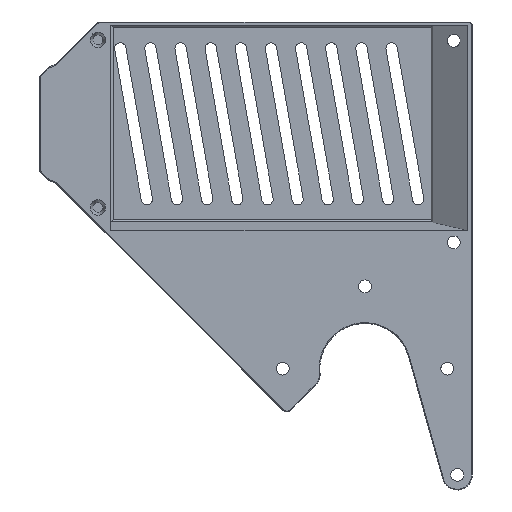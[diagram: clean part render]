
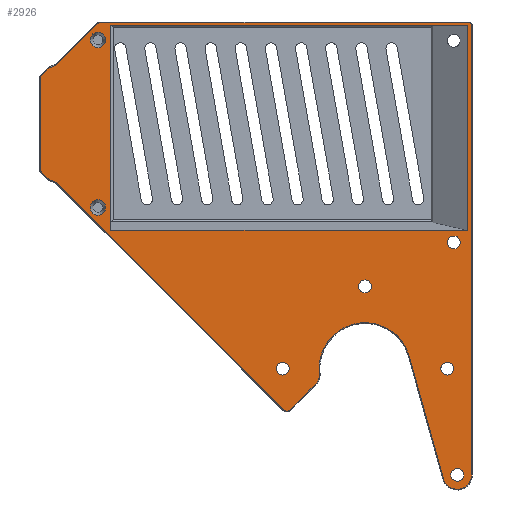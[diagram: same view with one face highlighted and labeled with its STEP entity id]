
A CAD part, front view. The second image highlights one B-rep face of the part: STEP entity #2926.
In plain terms, the highlighted planar face has unit normal (0, -1, 0).
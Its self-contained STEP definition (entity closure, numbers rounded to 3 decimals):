
#96=FACE_BOUND('',#309,.T.);
#97=FACE_BOUND('',#310,.T.);
#98=FACE_BOUND('',#311,.T.);
#99=FACE_BOUND('',#312,.T.);
#100=FACE_BOUND('',#313,.T.);
#101=FACE_BOUND('',#314,.T.);
#102=FACE_BOUND('',#315,.T.);
#103=FACE_BOUND('',#316,.T.);
#131=FACE_OUTER_BOUND('',#308,.T.);
#308=EDGE_LOOP('',(#1957,#1958,#1959,#1960,#1961,#1962,#1963,#1964,#1965,
#1966,#1967,#1968,#1969,#1970,#1971,#1972,#1973));
#309=EDGE_LOOP('',(#1974));
#310=EDGE_LOOP('',(#1975));
#311=EDGE_LOOP('',(#1976));
#312=EDGE_LOOP('',(#1977));
#313=EDGE_LOOP('',(#1978));
#314=EDGE_LOOP('',(#1979));
#315=EDGE_LOOP('',(#1980,#1981,#1982,#1983));
#316=EDGE_LOOP('',(#1984));
#520=CIRCLE('',#3118,1.3);
#521=CIRCLE('',#3119,3.8);
#522=CIRCLE('',#3120,12.2);
#523=CIRCLE('',#3121,3.8);
#524=CIRCLE('',#3122,0.8);
#525=CIRCLE('',#3123,0.8);
#526=CIRCLE('',#3124,1.7);
#527=CIRCLE('',#3125,1.7);
#528=CIRCLE('',#3126,1.7);
#529=CIRCLE('',#3127,1.7);
#530=CIRCLE('',#3128,2.05);
#531=CIRCLE('',#3129,2.05);
#532=CIRCLE('',#3130,1.7);
#637=LINE('',#4329,#949);
#638=LINE('',#4331,#950);
#639=LINE('',#4335,#951);
#640=LINE('',#4341,#952);
#641=LINE('',#4345,#953);
#642=LINE('',#4349,#954);
#643=LINE('',#4353,#955);
#644=LINE('',#4355,#956);
#645=LINE('',#4357,#957);
#646=LINE('',#4359,#958);
#647=LINE('',#4360,#959);
#648=LINE('',#4375,#960);
#649=LINE('',#4377,#961);
#650=LINE('',#4379,#962);
#651=LINE('',#4380,#963);
#949=VECTOR('',#3419,2.033);
#950=VECTOR('',#3420,85.227);
#951=VECTOR('',#3423,9.348);
#952=VECTOR('',#3428,33.745);
#953=VECTOR('',#3431,119.202);
#954=VECTOR('',#3434,97.907);
#955=VECTOR('',#3437,15.496);
#956=VECTOR('',#3438,2.033);
#957=VECTOR('',#3439,3.271);
#958=VECTOR('',#3440,25.034);
#959=VECTOR('',#3441,3.271);
#960=VECTOR('',#3454,54.502);
#961=VECTOR('',#3455,94.5);
#962=VECTOR('',#3456,54.502);
#963=VECTOR('',#3457,94.5);
#1261=VERTEX_POINT('',#4327);
#1262=VERTEX_POINT('',#4328);
#1263=VERTEX_POINT('',#4330);
#1264=VERTEX_POINT('',#4332);
#1265=VERTEX_POINT('',#4334);
#1266=VERTEX_POINT('',#4336);
#1267=VERTEX_POINT('',#4338);
#1268=VERTEX_POINT('',#4340);
#1269=VERTEX_POINT('',#4342);
#1270=VERTEX_POINT('',#4344);
#1271=VERTEX_POINT('',#4346);
#1272=VERTEX_POINT('',#4348);
#1273=VERTEX_POINT('',#4350);
#1274=VERTEX_POINT('',#4352);
#1275=VERTEX_POINT('',#4354);
#1276=VERTEX_POINT('',#4356);
#1277=VERTEX_POINT('',#4358);
#1278=VERTEX_POINT('',#4361);
#1279=VERTEX_POINT('',#4363);
#1280=VERTEX_POINT('',#4365);
#1281=VERTEX_POINT('',#4367);
#1282=VERTEX_POINT('',#4369);
#1283=VERTEX_POINT('',#4371);
#1284=VERTEX_POINT('',#4373);
#1285=VERTEX_POINT('',#4374);
#1286=VERTEX_POINT('',#4376);
#1287=VERTEX_POINT('',#4378);
#1288=VERTEX_POINT('',#4381);
#1523=EDGE_CURVE('',#1261,#1262,#637,.T.);
#1524=EDGE_CURVE('',#1261,#1263,#638,.T.);
#1525=EDGE_CURVE('',#1263,#1264,#520,.T.);
#1526=EDGE_CURVE('',#1264,#1265,#639,.T.);
#1527=EDGE_CURVE('',#1265,#1266,#521,.T.);
#1528=EDGE_CURVE('',#1266,#1267,#522,.T.);
#1529=EDGE_CURVE('',#1267,#1268,#640,.T.);
#1530=EDGE_CURVE('',#1268,#1269,#523,.T.);
#1531=EDGE_CURVE('',#1269,#1270,#641,.T.);
#1532=EDGE_CURVE('',#1270,#1271,#524,.T.);
#1533=EDGE_CURVE('',#1271,#1272,#642,.T.);
#1534=EDGE_CURVE('',#1272,#1273,#525,.T.);
#1535=EDGE_CURVE('',#1273,#1274,#643,.T.);
#1536=EDGE_CURVE('',#1275,#1274,#644,.T.);
#1537=EDGE_CURVE('',#1275,#1276,#645,.T.);
#1538=EDGE_CURVE('',#1276,#1277,#646,.T.);
#1539=EDGE_CURVE('',#1277,#1262,#647,.T.);
#1540=EDGE_CURVE('',#1278,#1278,#526,.T.);
#1541=EDGE_CURVE('',#1279,#1279,#527,.T.);
#1542=EDGE_CURVE('',#1280,#1280,#528,.T.);
#1543=EDGE_CURVE('',#1281,#1281,#529,.T.);
#1544=EDGE_CURVE('',#1282,#1282,#530,.T.);
#1545=EDGE_CURVE('',#1283,#1283,#531,.T.);
#1546=EDGE_CURVE('',#1284,#1285,#648,.T.);
#1547=EDGE_CURVE('',#1285,#1286,#649,.T.);
#1548=EDGE_CURVE('',#1286,#1287,#650,.T.);
#1549=EDGE_CURVE('',#1287,#1284,#651,.T.);
#1550=EDGE_CURVE('',#1288,#1288,#532,.T.);
#1957=ORIENTED_EDGE('',*,*,#1523,.F.);
#1958=ORIENTED_EDGE('',*,*,#1524,.T.);
#1959=ORIENTED_EDGE('',*,*,#1525,.T.);
#1960=ORIENTED_EDGE('',*,*,#1526,.T.);
#1961=ORIENTED_EDGE('',*,*,#1527,.T.);
#1962=ORIENTED_EDGE('',*,*,#1528,.T.);
#1963=ORIENTED_EDGE('',*,*,#1529,.T.);
#1964=ORIENTED_EDGE('',*,*,#1530,.T.);
#1965=ORIENTED_EDGE('',*,*,#1531,.T.);
#1966=ORIENTED_EDGE('',*,*,#1532,.T.);
#1967=ORIENTED_EDGE('',*,*,#1533,.T.);
#1968=ORIENTED_EDGE('',*,*,#1534,.T.);
#1969=ORIENTED_EDGE('',*,*,#1535,.T.);
#1970=ORIENTED_EDGE('',*,*,#1536,.F.);
#1971=ORIENTED_EDGE('',*,*,#1537,.T.);
#1972=ORIENTED_EDGE('',*,*,#1538,.T.);
#1973=ORIENTED_EDGE('',*,*,#1539,.T.);
#1974=ORIENTED_EDGE('',*,*,#1540,.T.);
#1975=ORIENTED_EDGE('',*,*,#1541,.T.);
#1976=ORIENTED_EDGE('',*,*,#1542,.T.);
#1977=ORIENTED_EDGE('',*,*,#1543,.T.);
#1978=ORIENTED_EDGE('',*,*,#1544,.T.);
#1979=ORIENTED_EDGE('',*,*,#1545,.T.);
#1980=ORIENTED_EDGE('',*,*,#1546,.T.);
#1981=ORIENTED_EDGE('',*,*,#1547,.T.);
#1982=ORIENTED_EDGE('',*,*,#1548,.T.);
#1983=ORIENTED_EDGE('',*,*,#1549,.T.);
#1984=ORIENTED_EDGE('',*,*,#1550,.T.);
#2825=PLANE('',#3117);
#2926=ADVANCED_FACE('',(#131,#96,#97,#98,#99,#100,#101,#102,#103),#2825,
 .F.);
#3117=AXIS2_PLACEMENT_3D('',#4326,#3417,#3418);
#3118=AXIS2_PLACEMENT_3D('',#4333,#3421,#3422);
#3119=AXIS2_PLACEMENT_3D('',#4337,#3424,#3425);
#3120=AXIS2_PLACEMENT_3D('',#4339,#3426,#3427);
#3121=AXIS2_PLACEMENT_3D('',#4343,#3429,#3430);
#3122=AXIS2_PLACEMENT_3D('',#4347,#3432,#3433);
#3123=AXIS2_PLACEMENT_3D('',#4351,#3435,#3436);
#3124=AXIS2_PLACEMENT_3D('',#4362,#3442,#3443);
#3125=AXIS2_PLACEMENT_3D('',#4364,#3444,#3445);
#3126=AXIS2_PLACEMENT_3D('',#4366,#3446,#3447);
#3127=AXIS2_PLACEMENT_3D('',#4368,#3448,#3449);
#3128=AXIS2_PLACEMENT_3D('',#4370,#3450,#3451);
#3129=AXIS2_PLACEMENT_3D('',#4372,#3452,#3453);
#3130=AXIS2_PLACEMENT_3D('',#4382,#3458,#3459);
#3417=DIRECTION('center_axis',(0.,1.,0.));
#3418=DIRECTION('ref_axis',(-1.,0.,0.));
#3419=DIRECTION('',(-0.924,0.,0.383));
#3420=DIRECTION('',(0.707,0.,-0.707));
#3421=DIRECTION('center_axis',(0.,-1.,0.));
#3422=DIRECTION('ref_axis',(-0.707,0.,-0.707));
#3423=DIRECTION('',(0.707,0.,0.707));
#3424=DIRECTION('center_axis',(0.,-1.,0.));
#3425=DIRECTION('ref_axis',(0.707,0.,-0.707));
#3426=DIRECTION('center_axis',(0.,1.,0.));
#3427=DIRECTION('ref_axis',(-0.995,0.,-0.098));
#3428=DIRECTION('',(0.269,0.,-0.963));
#3429=DIRECTION('center_axis',(0.,-1.,0.));
#3430=DIRECTION('ref_axis',(-0.963,0.,-0.269));
#3431=DIRECTION('',(0.,0.,1.));
#3432=DIRECTION('center_axis',(0.,-1.,0.));
#3433=DIRECTION('ref_axis',(1.,0.,0.));
#3434=DIRECTION('',(-1.,0.,0.));
#3435=DIRECTION('center_axis',(0.,-1.,0.));
#3436=DIRECTION('ref_axis',(0.,0.,1.));
#3437=DIRECTION('',(-0.707,0.,-0.707));
#3438=DIRECTION('',(0.924,0.,0.383));
#3439=DIRECTION('',(-0.707,0.,-0.707));
#3440=DIRECTION('',(0.,0.,-1.));
#3441=DIRECTION('',(0.707,0.,-0.707));
#3442=DIRECTION('center_axis',(0.,1.,0.));
#3443=DIRECTION('ref_axis',(1.,0.,0.));
#3444=DIRECTION('center_axis',(0.,1.,0.));
#3445=DIRECTION('ref_axis',(-1.,0.,0.));
#3446=DIRECTION('center_axis',(0.,1.,0.));
#3447=DIRECTION('ref_axis',(0.,0.,1.));
#3448=DIRECTION('center_axis',(0.,1.,0.));
#3449=DIRECTION('ref_axis',(0.,0.,1.));
#3450=DIRECTION('center_axis',(0.,1.,0.));
#3451=DIRECTION('ref_axis',(-1.,0.,0.));
#3452=DIRECTION('center_axis',(0.,1.,0.));
#3453=DIRECTION('ref_axis',(-1.,0.,0.));
#3454=DIRECTION('',(0.,0.,-1.));
#3455=DIRECTION('',(-1.,0.,0.));
#3456=DIRECTION('',(0.,0.,1.));
#3457=DIRECTION('',(1.,0.,0.));
#3458=DIRECTION('center_axis',(0.,1.,0.));
#3459=DIRECTION('ref_axis',(0.,0.,1.));
#4326=CARTESIAN_POINT('Origin',(0.,15.,0.));
#4327=CARTESIAN_POINT('',(-125.53,15.,-15.608));
#4328=CARTESIAN_POINT('',(-127.408,15.,-14.83));
#4329=CARTESIAN_POINT('',(-125.53,15.,-15.608));
#4330=CARTESIAN_POINT('',(-65.266,15.,-75.873));
#4331=CARTESIAN_POINT('',(-125.53,15.,-15.608));
#4332=CARTESIAN_POINT('',(-63.427,15.,-75.873));
#4333=CARTESIAN_POINT('Origin',(-64.347,15.,-74.953));
#4334=CARTESIAN_POINT('',(-56.817,15.,-69.262));
#4335=CARTESIAN_POINT('',(-63.427,15.,-75.873));
#4336=CARTESIAN_POINT('',(-55.723,15.,-66.201));
#4337=CARTESIAN_POINT('Origin',(-59.504,15.,-66.575));
#4338=CARTESIAN_POINT('',(-31.831,15.,-61.721));
#4339=CARTESIAN_POINT('Origin',(-43.582,15.,-65.));
#4340=CARTESIAN_POINT('',(-22.76,15.,-94.223));
#4341=CARTESIAN_POINT('',(-31.831,15.,-61.721));
#4342=CARTESIAN_POINT('',(-15.3,15.,-93.202));
#4343=CARTESIAN_POINT('Origin',(-19.1,15.,-93.202));
#4344=CARTESIAN_POINT('',(-15.3,15.,26.));
#4345=CARTESIAN_POINT('',(-15.3,15.,-93.202));
#4346=CARTESIAN_POINT('',(-16.1,15.,26.8));
#4347=CARTESIAN_POINT('Origin',(-16.1,15.,26.));
#4348=CARTESIAN_POINT('',(-114.007,15.,26.8));
#4349=CARTESIAN_POINT('',(-16.1,15.,26.8));
#4350=CARTESIAN_POINT('',(-114.573,15.,26.566));
#4351=CARTESIAN_POINT('Origin',(-114.007,15.,26.));
#4352=CARTESIAN_POINT('',(-125.53,15.,15.608));
#4353=CARTESIAN_POINT('',(-114.573,15.,26.566));
#4354=CARTESIAN_POINT('',(-127.408,15.,14.83));
#4355=CARTESIAN_POINT('',(-127.408,15.,14.83));
#4356=CARTESIAN_POINT('',(-129.721,15.,12.517));
#4357=CARTESIAN_POINT('',(-127.408,15.,14.83));
#4358=CARTESIAN_POINT('',(-129.721,15.,-12.517));
#4359=CARTESIAN_POINT('',(-129.721,15.,12.517));
#4360=CARTESIAN_POINT('',(-129.721,15.,-12.517));
#4361=CARTESIAN_POINT('',(-23.448,15.,-65.));
#4362=CARTESIAN_POINT('Origin',(-21.748,15.,-65.));
#4363=CARTESIAN_POINT('',(-63.716,15.,-65.));
#4364=CARTESIAN_POINT('Origin',(-65.416,15.,-65.));
#4365=CARTESIAN_POINT('',(-19.1,15.,-94.902));
#4366=CARTESIAN_POINT('Origin',(-19.1,15.,-93.202));
#4367=CARTESIAN_POINT('',(-20.,15.,-33.2));
#4368=CARTESIAN_POINT('Origin',(-20.,15.,-31.5));
#4369=CARTESIAN_POINT('',(-114.45,15.,24.3));
#4370=CARTESIAN_POINT('Origin',(-114.45,15.,22.25));
#4371=CARTESIAN_POINT('',(-114.45,15.,-20.2));
#4372=CARTESIAN_POINT('Origin',(-114.45,15.,-22.25));
#4373=CARTESIAN_POINT('',(-16.5,15.,26.198));
#4374=CARTESIAN_POINT('',(-16.5,15.,-28.304));
#4375=CARTESIAN_POINT('',(-16.5,15.,26.198));
#4376=CARTESIAN_POINT('',(-111.,15.,-28.304));
#4377=CARTESIAN_POINT('',(-16.5,15.,-28.304));
#4378=CARTESIAN_POINT('',(-111.,15.,26.198));
#4379=CARTESIAN_POINT('',(-111.,15.,-28.304));
#4380=CARTESIAN_POINT('',(-111.,15.,26.198));
#4381=CARTESIAN_POINT('',(-43.582,15.,-44.866));
#4382=CARTESIAN_POINT('Origin',(-43.582,15.,-43.166));
